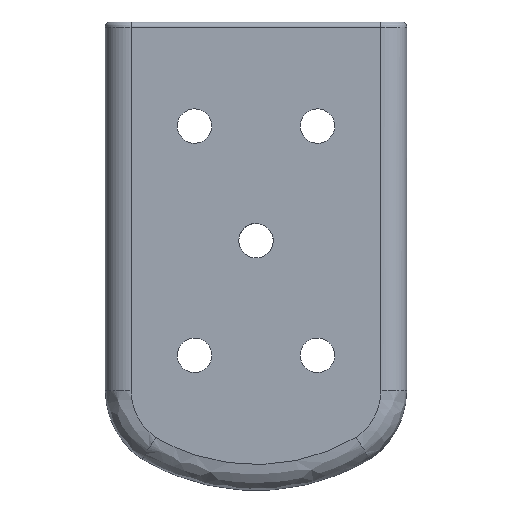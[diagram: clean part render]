
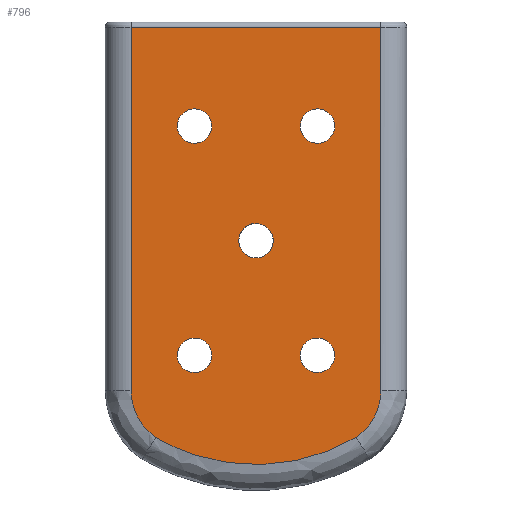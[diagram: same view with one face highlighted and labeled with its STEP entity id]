
A CAD part, front view. The second image highlights one B-rep face of the part: STEP entity #796.
In plain terms, the highlighted free-form (B-spline) face has degree [1, 1] with [2, 2] control points.
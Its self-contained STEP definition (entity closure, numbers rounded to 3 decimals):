
#694 = VERTEX_POINT('',#695);
#695 = CARTESIAN_POINT('',(7.136,0.,24.706));
#723 = VERTEX_POINT('',#724);
#724 = CARTESIAN_POINT('',(-7.136,0.,24.706));
#730 = EDGE_CURVE('',#723,#694,#731,.T.);
#731 = B_SPLINE_CURVE_WITH_KNOTS('',1,(#732,#733),.UNSPECIFIED.,.F.,.F.,
  (2,2),(-11.154,3.346),.PIECEWISE_BEZIER_KNOTS.);
#732 = CARTESIAN_POINT('',(-7.136,0.,24.706));
#733 = CARTESIAN_POINT('',(7.136,0.,24.706));
#770 = EDGE_CURVE('',#771,#694,#773,.T.);
#771 = VERTEX_POINT('',#772);
#772 = CARTESIAN_POINT('',(7.136,0.,3.937));
#773 = B_SPLINE_CURVE_WITH_KNOTS('',1,(#774,#775),.UNSPECIFIED.,.F.,.F.,
  (2,2),(-4.155,16.945),.PIECEWISE_BEZIER_KNOTS.);
#774 = CARTESIAN_POINT('',(7.136,0.,3.937));
#775 = CARTESIAN_POINT('',(7.136,0.,24.706));
#796 = ADVANCED_FACE('',(#797,#830,#844,#858,#872,#886),#900,.F.);
#797 = FACE_BOUND('',#798,.T.);
#798 = EDGE_LOOP('',(#799,#800,#807,#815,#823,#829));
#799 = ORIENTED_EDGE('',*,*,#730,.F.);
#800 = ORIENTED_EDGE('',*,*,#801,.F.);
#801 = EDGE_CURVE('',#802,#723,#804,.T.);
#802 = VERTEX_POINT('',#803);
#803 = CARTESIAN_POINT('',(-7.136,0.,3.937));
#804 = B_SPLINE_CURVE_WITH_KNOTS('',1,(#805,#806),.UNSPECIFIED.,.F.,.F.,
  (2,2),(-4.155,16.945),.PIECEWISE_BEZIER_KNOTS.);
#805 = CARTESIAN_POINT('',(-7.136,0.,3.937));
#806 = CARTESIAN_POINT('',(-7.136,0.,24.706));
#807 = ORIENTED_EDGE('',*,*,#808,.F.);
#808 = EDGE_CURVE('',#809,#802,#811,.T.);
#809 = VERTEX_POINT('',#810);
#810 = CARTESIAN_POINT('',(-5.725,0.,1.259));
#811 = ( BOUNDED_CURVE() B_SPLINE_CURVE(2,(#812,#813,#814),
.UNSPECIFIED.,.F.,.F.) B_SPLINE_CURVE_WITH_KNOTS((3,3),(5.804,
6.774),.PIECEWISE_BEZIER_KNOTS.) CURVE() 
GEOMETRIC_REPRESENTATION_ITEM() RATIONAL_B_SPLINE_CURVE((1.,
0.885,1.)) REPRESENTATION_ITEM('') );
#812 = CARTESIAN_POINT('',(-5.725,0.,1.259));
#813 = CARTESIAN_POINT('',(-7.136,0.,2.226));
#814 = CARTESIAN_POINT('',(-7.136,0.,3.937));
#815 = ORIENTED_EDGE('',*,*,#816,.F.);
#816 = EDGE_CURVE('',#817,#809,#819,.T.);
#817 = VERTEX_POINT('',#818);
#818 = CARTESIAN_POINT('',(5.725,0.,1.259));
#819 = ( BOUNDED_CURVE() B_SPLINE_CURVE(2,(#820,#821,#822),
.UNSPECIFIED.,.F.,.F.) B_SPLINE_CURVE_WITH_KNOTS((3,3),(5.486,
6.546),.PIECEWISE_BEZIER_KNOTS.) CURVE() 
GEOMETRIC_REPRESENTATION_ITEM() RATIONAL_B_SPLINE_CURVE((1.,
0.863,1.)) REPRESENTATION_ITEM('') );
#820 = CARTESIAN_POINT('',(5.725,0.,1.259));
#821 = CARTESIAN_POINT('',(0.,0.,-2.096));
#822 = CARTESIAN_POINT('',(-5.725,0.,1.259));
#823 = ORIENTED_EDGE('',*,*,#824,.T.);
#824 = EDGE_CURVE('',#817,#771,#825,.T.);
#825 = ( BOUNDED_CURVE() B_SPLINE_CURVE(2,(#826,#827,#828),
.UNSPECIFIED.,.F.,.F.) B_SPLINE_CURVE_WITH_KNOTS((3,3),(5.804,
6.774),.PIECEWISE_BEZIER_KNOTS.) CURVE() 
GEOMETRIC_REPRESENTATION_ITEM() RATIONAL_B_SPLINE_CURVE((1.,
0.885,1.)) REPRESENTATION_ITEM('') );
#826 = CARTESIAN_POINT('',(5.725,0.,1.259));
#827 = CARTESIAN_POINT('',(7.136,0.,2.226));
#828 = CARTESIAN_POINT('',(7.136,0.,3.937));
#829 = ORIENTED_EDGE('',*,*,#770,.T.);
#830 = FACE_BOUND('',#831,.T.);
#831 = EDGE_LOOP('',(#832));
#832 = ORIENTED_EDGE('',*,*,#833,.F.);
#833 = EDGE_CURVE('',#834,#834,#836,.T.);
#834 = VERTEX_POINT('',#835);
#835 = CARTESIAN_POINT('',(-4.499,0.,19.052));
#836 = ( BOUNDED_CURVE() B_SPLINE_CURVE(2,(#837,#838,#839,#840,#841,#842
,#843),.UNSPECIFIED.,.T.,.F.) B_SPLINE_CURVE_WITH_KNOTS((3,2,2,3),(
    3.142,5.236,7.33,9.425),
.PIECEWISE_BEZIER_KNOTS.) CURVE() GEOMETRIC_REPRESENTATION_ITEM() 
RATIONAL_B_SPLINE_CURVE((1.,0.5,1.,0.5,1.,0.5,1.)) REPRESENTATION_ITEM(
  '') );
#837 = CARTESIAN_POINT('',(-4.499,0.,19.052));
#838 = CARTESIAN_POINT('',(-4.499,0.,17.347));
#839 = CARTESIAN_POINT('',(-3.022,0.,18.2));
#840 = CARTESIAN_POINT('',(-1.546,0.,19.052));
#841 = CARTESIAN_POINT('',(-3.022,0.,19.905));
#842 = CARTESIAN_POINT('',(-4.499,0.,20.757));
#843 = CARTESIAN_POINT('',(-4.499,0.,19.052));
#844 = FACE_BOUND('',#845,.T.);
#845 = EDGE_LOOP('',(#846));
#846 = ORIENTED_EDGE('',*,*,#847,.F.);
#847 = EDGE_CURVE('',#848,#848,#850,.T.);
#848 = VERTEX_POINT('',#849);
#849 = CARTESIAN_POINT('',(-4.499,0.,5.95));
#850 = ( BOUNDED_CURVE() B_SPLINE_CURVE(2,(#851,#852,#853,#854,#855,#856
,#857),.UNSPECIFIED.,.T.,.F.) B_SPLINE_CURVE_WITH_KNOTS((3,2,2,3),(
    3.142,5.236,7.33,9.425),
.PIECEWISE_BEZIER_KNOTS.) CURVE() GEOMETRIC_REPRESENTATION_ITEM() 
RATIONAL_B_SPLINE_CURVE((1.,0.5,1.,0.5,1.,0.5,1.)) REPRESENTATION_ITEM(
  '') );
#851 = CARTESIAN_POINT('',(-4.499,0.,5.95));
#852 = CARTESIAN_POINT('',(-4.499,0.,4.245));
#853 = CARTESIAN_POINT('',(-3.022,0.,5.097));
#854 = CARTESIAN_POINT('',(-1.546,0.,5.95));
#855 = CARTESIAN_POINT('',(-3.022,0.,6.802));
#856 = CARTESIAN_POINT('',(-4.499,0.,7.654));
#857 = CARTESIAN_POINT('',(-4.499,0.,5.95));
#858 = FACE_BOUND('',#859,.T.);
#859 = EDGE_LOOP('',(#860));
#860 = ORIENTED_EDGE('',*,*,#861,.T.);
#861 = EDGE_CURVE('',#862,#862,#864,.T.);
#862 = VERTEX_POINT('',#863);
#863 = CARTESIAN_POINT('',(0.,0.,13.485));
#864 = ( BOUNDED_CURVE() B_SPLINE_CURVE(2,(#865,#866,#867,#868,#869,#870
,#871),.UNSPECIFIED.,.T.,.F.) B_SPLINE_CURVE_WITH_KNOTS((3,2,2,3),(
    3.142,5.236,7.33,9.425),
.PIECEWISE_BEZIER_KNOTS.) CURVE() GEOMETRIC_REPRESENTATION_ITEM() 
RATIONAL_B_SPLINE_CURVE((1.,0.5,1.,0.5,1.,0.5,1.)) REPRESENTATION_ITEM(
  '') );
#865 = CARTESIAN_POINT('',(0.,0.,13.485));
#866 = CARTESIAN_POINT('',(1.705,0.,13.485));
#867 = CARTESIAN_POINT('',(0.852,0.,12.009));
#868 = CARTESIAN_POINT('',(0.,0.,10.532));
#869 = CARTESIAN_POINT('',(-0.852,0.,12.009));
#870 = CARTESIAN_POINT('',(-1.705,0.,13.485));
#871 = CARTESIAN_POINT('',(0.,0.,13.485));
#872 = FACE_BOUND('',#873,.T.);
#873 = EDGE_LOOP('',(#874));
#874 = ORIENTED_EDGE('',*,*,#875,.T.);
#875 = EDGE_CURVE('',#876,#876,#878,.T.);
#876 = VERTEX_POINT('',#877);
#877 = CARTESIAN_POINT('',(4.499,0.,5.95));
#878 = ( BOUNDED_CURVE() B_SPLINE_CURVE(2,(#879,#880,#881,#882,#883,#884
,#885),.UNSPECIFIED.,.T.,.F.) B_SPLINE_CURVE_WITH_KNOTS((3,2,2,3),(
    3.142,5.236,7.33,9.425),
.PIECEWISE_BEZIER_KNOTS.) CURVE() GEOMETRIC_REPRESENTATION_ITEM() 
RATIONAL_B_SPLINE_CURVE((1.,0.5,1.,0.5,1.,0.5,1.)) REPRESENTATION_ITEM(
  '') );
#879 = CARTESIAN_POINT('',(4.499,0.,5.95));
#880 = CARTESIAN_POINT('',(4.499,0.,4.245));
#881 = CARTESIAN_POINT('',(3.022,0.,5.097));
#882 = CARTESIAN_POINT('',(1.546,0.,5.95));
#883 = CARTESIAN_POINT('',(3.022,0.,6.802));
#884 = CARTESIAN_POINT('',(4.499,0.,7.654));
#885 = CARTESIAN_POINT('',(4.499,0.,5.95));
#886 = FACE_BOUND('',#887,.T.);
#887 = EDGE_LOOP('',(#888));
#888 = ORIENTED_EDGE('',*,*,#889,.T.);
#889 = EDGE_CURVE('',#890,#890,#892,.T.);
#890 = VERTEX_POINT('',#891);
#891 = CARTESIAN_POINT('',(4.499,0.,19.052));
#892 = ( BOUNDED_CURVE() B_SPLINE_CURVE(2,(#893,#894,#895,#896,#897,#898
,#899),.UNSPECIFIED.,.T.,.F.) B_SPLINE_CURVE_WITH_KNOTS((3,2,2,3),(
    3.142,5.236,7.33,9.425),
.PIECEWISE_BEZIER_KNOTS.) CURVE() GEOMETRIC_REPRESENTATION_ITEM() 
RATIONAL_B_SPLINE_CURVE((1.,0.5,1.,0.5,1.,0.5,1.)) REPRESENTATION_ITEM(
  '') );
#893 = CARTESIAN_POINT('',(4.499,0.,19.052));
#894 = CARTESIAN_POINT('',(4.499,0.,17.347));
#895 = CARTESIAN_POINT('',(3.022,0.,18.2));
#896 = CARTESIAN_POINT('',(1.546,0.,19.052));
#897 = CARTESIAN_POINT('',(3.022,0.,19.905));
#898 = CARTESIAN_POINT('',(4.499,0.,20.757));
#899 = CARTESIAN_POINT('',(4.499,0.,19.052));
#900 = B_SPLINE_SURFACE_WITH_KNOTS('',1,1,(
    (#901,#902)
    ,(#903,#904
  )),.UNSPECIFIED.,.F.,.F.,.F.,(2,2),(2,2),(-2.875,11.625),(
    -12.791,12.609),.PIECEWISE_BEZIER_KNOTS.);
#901 = CARTESIAN_POINT('',(-7.136,0.,24.706));
#902 = CARTESIAN_POINT('',(-7.136,0.,-0.295));
#903 = CARTESIAN_POINT('',(7.136,0.,24.706));
#904 = CARTESIAN_POINT('',(7.136,0.,-0.295));
